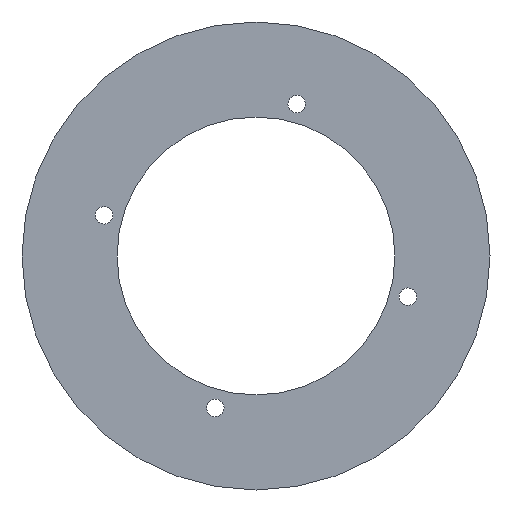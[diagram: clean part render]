
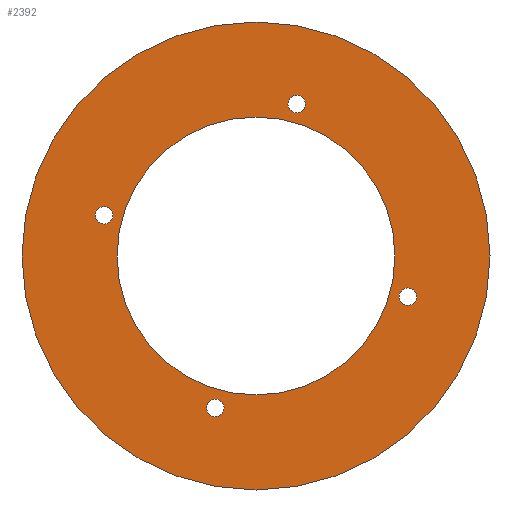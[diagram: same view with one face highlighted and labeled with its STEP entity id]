
A CAD part, front view. The second image highlights one B-rep face of the part: STEP entity #2392.
In plain terms, the highlighted planar face has unit normal (0, -1, 0).
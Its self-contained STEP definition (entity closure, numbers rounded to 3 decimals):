
#104=FACE_BOUND('',#844,.T.);
#105=FACE_BOUND('',#845,.T.);
#106=FACE_BOUND('',#846,.T.);
#107=FACE_BOUND('',#847,.T.);
#108=FACE_BOUND('',#848,.T.);
#674=FACE_OUTER_BOUND('',#843,.T.);
#843=EDGE_LOOP('',(#2169));
#844=EDGE_LOOP('',(#2170));
#845=EDGE_LOOP('',(#2171));
#846=EDGE_LOOP('',(#2172));
#847=EDGE_LOOP('',(#2173));
#848=EDGE_LOOP('',(#2174));
#904=CIRCLE('',#2464,3.);
#906=CIRCLE('',#2467,3.);
#908=CIRCLE('',#2470,3.);
#910=CIRCLE('',#2473,3.);
#963=CIRCLE('',#2656,47.5);
#964=CIRCLE('',#2658,80.);
#1072=VERTEX_POINT('',#3602);
#1074=VERTEX_POINT('',#3608);
#1076=VERTEX_POINT('',#3614);
#1078=VERTEX_POINT('',#3620);
#1183=VERTEX_POINT('',#4065);
#1184=VERTEX_POINT('',#4069);
#1293=EDGE_CURVE('',#1072,#1072,#904,.T.);
#1296=EDGE_CURVE('',#1074,#1074,#906,.T.);
#1299=EDGE_CURVE('',#1076,#1076,#908,.T.);
#1302=EDGE_CURVE('',#1078,#1078,#910,.T.);
#1512=EDGE_CURVE('',#1183,#1183,#963,.T.);
#1514=EDGE_CURVE('',#1184,#1184,#964,.T.);
#2169=ORIENTED_EDGE('',*,*,#1514,.F.);
#2170=ORIENTED_EDGE('',*,*,#1293,.T.);
#2171=ORIENTED_EDGE('',*,*,#1296,.T.);
#2172=ORIENTED_EDGE('',*,*,#1299,.T.);
#2173=ORIENTED_EDGE('',*,*,#1302,.T.);
#2174=ORIENTED_EDGE('',*,*,#1512,.F.);
#2254=PLANE('',#2660);
#2392=ADVANCED_FACE('',(#674,#104,#105,#106,#107,#108),#2254,.F.);
#2464=AXIS2_PLACEMENT_3D('',#3604,#2830,#2831);
#2467=AXIS2_PLACEMENT_3D('',#3610,#2837,#2838);
#2470=AXIS2_PLACEMENT_3D('',#3616,#2844,#2845);
#2473=AXIS2_PLACEMENT_3D('',#3622,#2851,#2852);
#2656=AXIS2_PLACEMENT_3D('',#4067,#3374,#3375);
#2658=AXIS2_PLACEMENT_3D('',#4071,#3379,#3380);
#2660=AXIS2_PLACEMENT_3D('',#4073,#3383,#3384);
#2830=DIRECTION('center_axis',(0.,1.,0.));
#2831=DIRECTION('ref_axis',(0.,0.,1.));
#2837=DIRECTION('center_axis',(0.,1.,0.));
#2838=DIRECTION('ref_axis',(0.,0.,1.));
#2844=DIRECTION('center_axis',(0.,1.,0.));
#2845=DIRECTION('ref_axis',(0.,0.,1.));
#2851=DIRECTION('center_axis',(0.,1.,0.));
#2852=DIRECTION('ref_axis',(0.,0.,1.));
#3374=DIRECTION('center_axis',(0.,-1.,0.));
#3375=DIRECTION('ref_axis',(1.,0.,0.));
#3379=DIRECTION('center_axis',(0.,1.,0.));
#3380=DIRECTION('ref_axis',(1.,0.,0.));
#3383=DIRECTION('center_axis',(0.,1.,0.));
#3384=DIRECTION('ref_axis',(1.,0.,0.));
#3602=CARTESIAN_POINT('',(51.919,0.,-16.912));
#3604=CARTESIAN_POINT('Origin',(51.919,0.,-13.912));
#3608=CARTESIAN_POINT('',(-51.919,0.,10.912));
#3610=CARTESIAN_POINT('Origin',(-51.919,0.,13.912));
#3614=CARTESIAN_POINT('',(-13.912,0.,-54.919));
#3616=CARTESIAN_POINT('Origin',(-13.912,0.,-51.919));
#3620=CARTESIAN_POINT('',(13.912,0.,48.919));
#3622=CARTESIAN_POINT('Origin',(13.912,0.,51.919));
#4065=CARTESIAN_POINT('',(-47.5,0.,0.));
#4067=CARTESIAN_POINT('Origin',(0.,0.,0.));
#4069=CARTESIAN_POINT('',(-80.,0.,0.));
#4071=CARTESIAN_POINT('Origin',(0.,0.,0.));
#4073=CARTESIAN_POINT('Origin',(0.,0.,0.));
